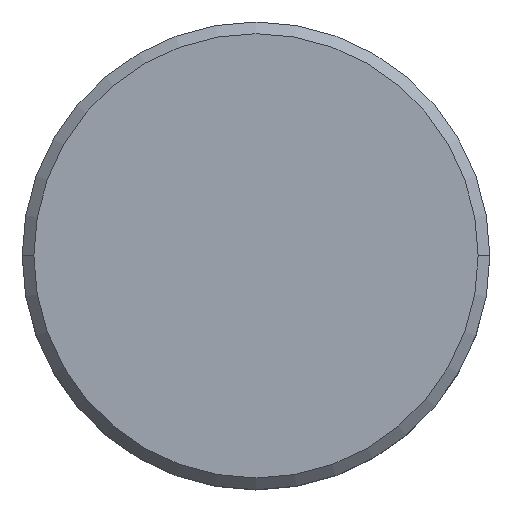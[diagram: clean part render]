
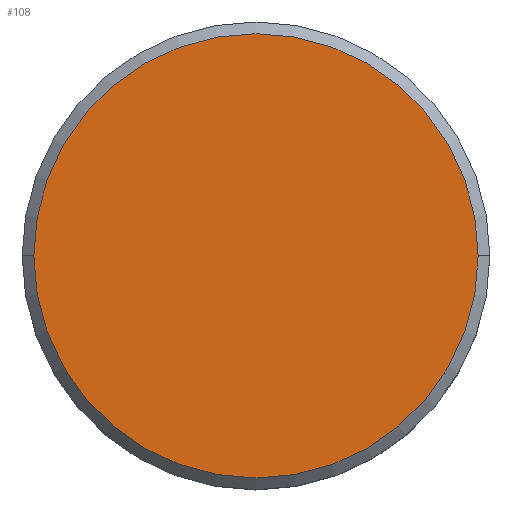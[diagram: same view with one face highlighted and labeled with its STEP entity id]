
A CAD part, top view. The second image highlights one B-rep face of the part: STEP entity #108.
In plain terms, the highlighted planar face has unit normal (0, 0, 1).
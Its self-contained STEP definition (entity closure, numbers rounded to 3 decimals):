
#6 = DIRECTION ( 'NONE',  ( 0., 0., 1. ) ) ;
#12 = AXIS2_PLACEMENT_3D ( 'NONE', #13, #6, #254 ) ;
#13 = CARTESIAN_POINT ( 'NONE',  ( 0., 0., 0. ) ) ;
#28 = VERTEX_POINT ( 'NONE', #369 ) ;
#51 = VERTEX_POINT ( 'NONE', #137 ) ;
#54 = AXIS2_PLACEMENT_3D ( 'NONE', #358, #321, #245 ) ;
#108 = ADVANCED_FACE ( 'NONE', ( #149 ), #152, .T. ) ;
#137 = CARTESIAN_POINT ( 'NONE',  ( 9.5, 0., 0. ) ) ;
#149 = FACE_OUTER_BOUND ( 'NONE', #444, .T. ) ;
#152 = PLANE ( 'NONE',  #275 ) ;
#175 = EDGE_CURVE ( 'NONE', #51, #28, #187, .T. ) ;
#187 = CIRCLE ( 'NONE', #12, 9.5 ) ;
#221 = ORIENTED_EDGE ( 'NONE', *, *, #175, .T. ) ;
#245 = DIRECTION ( 'NONE',  ( 1., 0., 0. ) ) ;
#251 = EDGE_CURVE ( 'NONE', #28, #51, #336, .T. ) ;
#254 = DIRECTION ( 'NONE',  ( 1., 0., 0. ) ) ;
#275 = AXIS2_PLACEMENT_3D ( 'NONE', #438, #300, #410 ) ;
#282 = ORIENTED_EDGE ( 'NONE', *, *, #251, .T. ) ;
#300 = DIRECTION ( 'NONE',  ( 0., 0., 1. ) ) ;
#321 = DIRECTION ( 'NONE',  ( 0., 0., 1. ) ) ;
#336 = CIRCLE ( 'NONE', #54, 9.5 ) ;
#358 = CARTESIAN_POINT ( 'NONE',  ( 0., 0., 0. ) ) ;
#369 = CARTESIAN_POINT ( 'NONE',  ( -9.5, 0., 0. ) ) ;
#410 = DIRECTION ( 'NONE',  ( 1., 0., 0. ) ) ;
#438 = CARTESIAN_POINT ( 'NONE',  ( 0., 0., 0. ) ) ;
#444 = EDGE_LOOP ( 'NONE', ( #282, #221 ) ) ;
